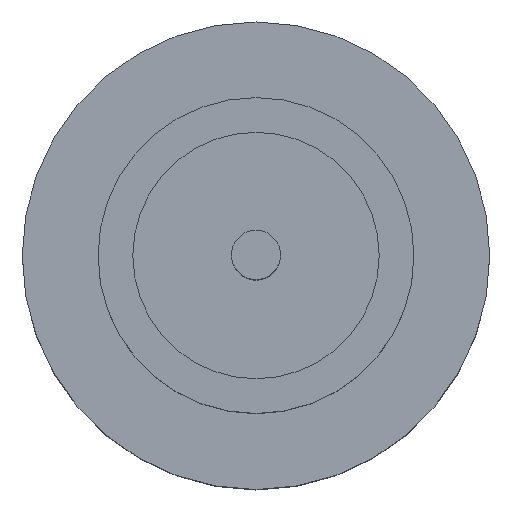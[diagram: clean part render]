
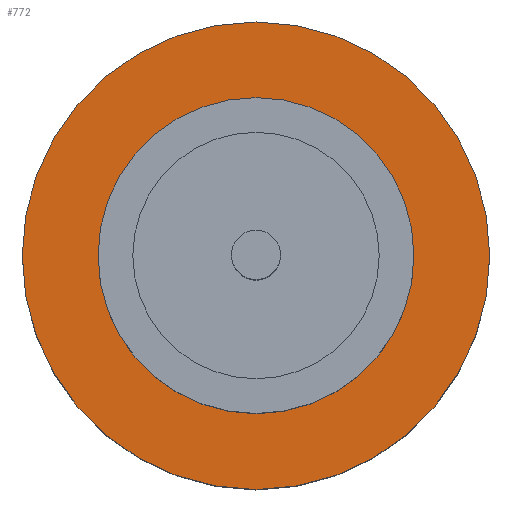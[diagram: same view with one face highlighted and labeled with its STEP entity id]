
A CAD part, top view. The second image highlights one B-rep face of the part: STEP entity #772.
In plain terms, the highlighted planar face has unit normal (0, 0, 1).
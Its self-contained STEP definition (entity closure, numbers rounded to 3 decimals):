
#62 = AXIS2_PLACEMENT_3D ( 'NONE', #352, #677, #606 ) ;
#65 = DIRECTION ( 'NONE',  ( 1., 0., 0. ) ) ;
#71 = DIRECTION ( 'NONE',  ( 0., 0., 1. ) ) ;
#98 = ORIENTED_EDGE ( 'NONE', *, *, #386, .T. ) ;
#177 = VERTEX_POINT ( 'NONE', #702 ) ;
#196 = CARTESIAN_POINT ( 'NONE',  ( 1.25, 0., 1.55 ) ) ;
#205 = ORIENTED_EDGE ( 'NONE', *, *, #327, .T. ) ;
#210 = CARTESIAN_POINT ( 'NONE',  ( 0., 0., 1.55 ) ) ;
#222 = CARTESIAN_POINT ( 'NONE',  ( 0., 0., 1.55 ) ) ;
#231 = VERTEX_POINT ( 'NONE', #456 ) ;
#232 = FACE_OUTER_BOUND ( 'NONE', #658, .T. ) ;
#265 = VERTEX_POINT ( 'NONE', #196 ) ;
#294 = AXIS2_PLACEMENT_3D ( 'NONE', #222, #477, #422 ) ;
#327 = EDGE_CURVE ( 'NONE', #231, #520, #790, .T. ) ;
#344 = FACE_BOUND ( 'NONE', #462, .T. ) ;
#348 = ORIENTED_EDGE ( 'NONE', *, *, #522, .F. ) ;
#352 = CARTESIAN_POINT ( 'NONE',  ( 0., 0., 1.55 ) ) ;
#386 = EDGE_CURVE ( 'NONE', #520, #231, #687, .T. ) ;
#422 = DIRECTION ( 'NONE',  ( 1., 0., 0. ) ) ;
#428 = EDGE_CURVE ( 'NONE', #177, #265, #544, .T. ) ;
#450 = AXIS2_PLACEMENT_3D ( 'NONE', #613, #751, #742 ) ;
#456 = CARTESIAN_POINT ( 'NONE',  ( -1.85, 0., 1.55 ) ) ;
#462 = EDGE_LOOP ( 'NONE', ( #348, #512 ) ) ;
#464 = CARTESIAN_POINT ( 'NONE',  ( 0., 0., 1.55 ) ) ;
#469 = DIRECTION ( 'NONE',  ( 1., 0., 0. ) ) ;
#477 = DIRECTION ( 'NONE',  ( 0., 0., 1. ) ) ;
#493 = AXIS2_PLACEMENT_3D ( 'NONE', #464, #71, #65 ) ;
#512 = ORIENTED_EDGE ( 'NONE', *, *, #428, .F. ) ;
#520 = VERTEX_POINT ( 'NONE', #850 ) ;
#522 = EDGE_CURVE ( 'NONE', #265, #177, #585, .T. ) ;
#544 = CIRCLE ( 'NONE', #294, 1.25 ) ;
#585 = CIRCLE ( 'NONE', #493, 1.25 ) ;
#606 = DIRECTION ( 'NONE',  ( 1., 0., 0. ) ) ;
#613 = CARTESIAN_POINT ( 'NONE',  ( 0., 0., 1.55 ) ) ;
#658 = EDGE_LOOP ( 'NONE', ( #205, #98 ) ) ;
#677 = DIRECTION ( 'NONE',  ( 0., 0., 1. ) ) ;
#687 = CIRCLE ( 'NONE', #450, 1.85 ) ;
#702 = CARTESIAN_POINT ( 'NONE',  ( -1.25, 0., 1.55 ) ) ;
#718 = DIRECTION ( 'NONE',  ( 0., 0., 1. ) ) ;
#742 = DIRECTION ( 'NONE',  ( 1., 0., 0. ) ) ;
#743 = PLANE ( 'NONE',  #62 ) ;
#751 = DIRECTION ( 'NONE',  ( 0., 0., 1. ) ) ;
#760 = AXIS2_PLACEMENT_3D ( 'NONE', #210, #718, #469 ) ;
#772 = ADVANCED_FACE ( 'NONE', ( #344, #232 ), #743, .T. ) ;
#790 = CIRCLE ( 'NONE', #760, 1.85 ) ;
#850 = CARTESIAN_POINT ( 'NONE',  ( 1.85, 0., 1.55 ) ) ;
